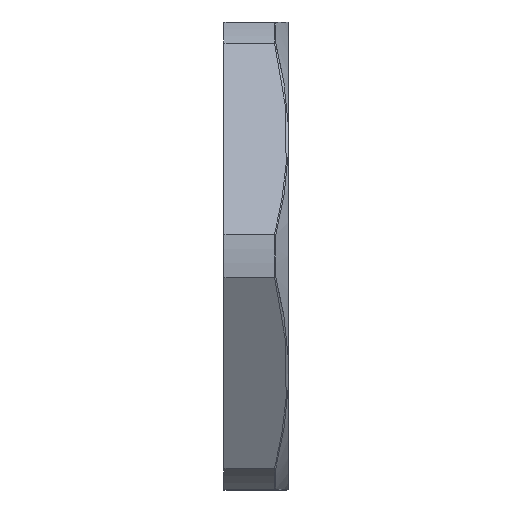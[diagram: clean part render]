
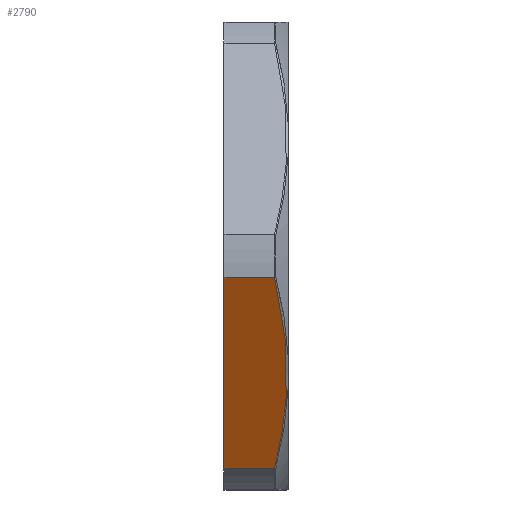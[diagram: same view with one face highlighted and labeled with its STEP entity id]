
A CAD part, front view. The second image highlights one B-rep face of the part: STEP entity #2790.
In plain terms, the highlighted planar face has unit normal (0, -0.866, -0.5).
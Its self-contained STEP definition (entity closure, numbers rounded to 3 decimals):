
#255=PLANE('',#3082);
#351=FACE_OUTER_BOUND('',#535,.T.);
#535=EDGE_LOOP('',(#2089,#2090,#2091,#2092));
#681=LINE('',#5270,#884);
#730=LINE('',#5834,#933);
#732=LINE('',#5856,#935);
#884=VECTOR('',#3360,10.);
#933=VECTOR('',#3633,10.);
#935=VECTOR('',#3657,10.);
#1099=B_SPLINE_CURVE_WITH_KNOTS('',3,(#5850,#5851,#5852,#5853,#5854,#5855),
 .UNSPECIFIED.,.F.,.F.,(4,1,1,4),(0.394,1.612,2.424,
3.237),.UNSPECIFIED.);
#1138=VERTEX_POINT('',#5267);
#1139=VERTEX_POINT('',#5269);
#1271=VERTEX_POINT('',#5832);
#1274=VERTEX_POINT('',#5849);
#1422=EDGE_CURVE('',#1138,#1139,#681,.T.);
#1580=EDGE_CURVE('',#1271,#1138,#730,.T.);
#1588=EDGE_CURVE('',#1274,#1271,#1099,.T.);
#1589=EDGE_CURVE('',#1139,#1274,#732,.T.);
#2089=ORIENTED_EDGE('',*,*,#1580,.F.);
#2090=ORIENTED_EDGE('',*,*,#1588,.F.);
#2091=ORIENTED_EDGE('',*,*,#1589,.F.);
#2092=ORIENTED_EDGE('',*,*,#1422,.F.);
#2790=ADVANCED_FACE('',(#351),#255,.F.);
#3082=AXIS2_PLACEMENT_3D('',#5848,#3655,#3656);
#3360=DIRECTION('',(0.,-0.5,0.866));
#3633=DIRECTION('',(-1.,0.,0.));
#3655=DIRECTION('center_axis',(0.,0.866,0.5));
#3656=DIRECTION('ref_axis',(0.,0.5,-0.866));
#3657=DIRECTION('',(1.,0.,0.));
#5267=CARTESIAN_POINT('',(-8.21,-18.934,-27.206));
#5269=CARTESIAN_POINT('',(-8.21,-33.028,-2.794));
#5270=CARTESIAN_POINT('',(-8.21,-25.37,-16.058));
#5832=CARTESIAN_POINT('',(-1.733,-18.934,-27.206));
#5834=CARTESIAN_POINT('',(-4.105,-18.934,-27.206));
#5848=CARTESIAN_POINT('Origin',(0.,-33.05,-2.755));
#5849=CARTESIAN_POINT('',(-1.733,-33.028,-2.794));
#5850=CARTESIAN_POINT('Ctrl Pts',(-1.733,-33.028,-2.794));
#5851=CARTESIAN_POINT('Ctrl Pts',(-0.87,-31.044,
-6.23));
#5852=CARTESIAN_POINT('Ctrl Pts',(0.084,-27.678,
-12.06));
#5853=CARTESIAN_POINT('Ctrl Pts',(-0.259,-22.93,
-20.284));
#5854=CARTESIAN_POINT('Ctrl Pts',(-1.157,-20.256,-24.915));
#5855=CARTESIAN_POINT('Ctrl Pts',(-1.733,-18.934,-27.206));
#5856=CARTESIAN_POINT('',(-4.105,-33.028,-2.794));
